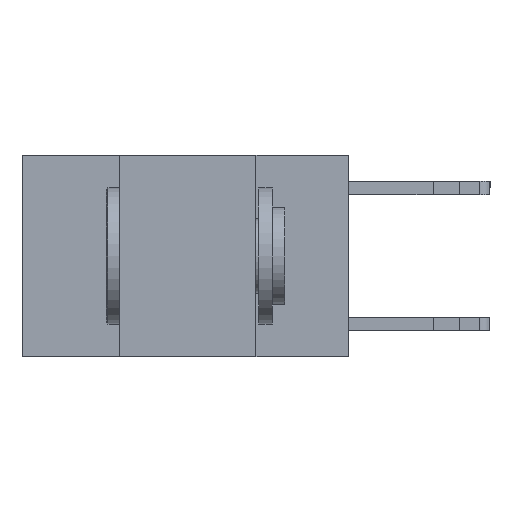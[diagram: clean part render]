
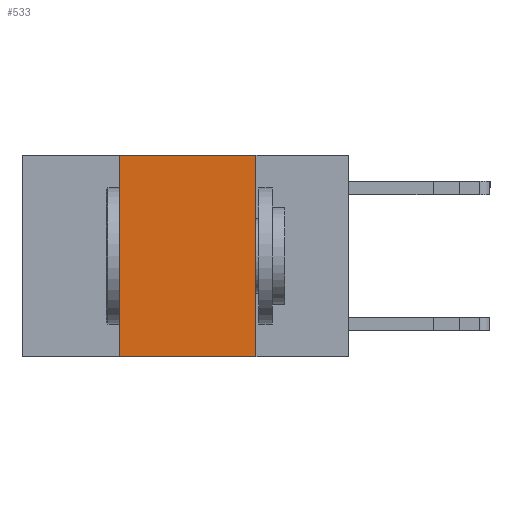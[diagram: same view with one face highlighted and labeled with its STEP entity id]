
A CAD part, left-side view. The second image highlights one B-rep face of the part: STEP entity #533.
In plain terms, the highlighted planar face has unit normal (-1, 0, 0).
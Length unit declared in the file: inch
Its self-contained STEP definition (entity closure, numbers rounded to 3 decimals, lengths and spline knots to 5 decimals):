
#533 = ADVANCED_FACE ( 'NONE', ( #2289 ), #11569, .F. ) ;
#1938 = CARTESIAN_POINT ( 'NONE',  ( 0., 0.6, 0. ) ) ;
#2118 = ORIENTED_EDGE ( 'NONE', *, *, #8463, .F. ) ;
#2289 = FACE_OUTER_BOUND ( 'NONE', #13943, .T. ) ;
#2413 = EDGE_CURVE ( 'NONE', #16454, #18516, #6107, .T. ) ;
#2723 = DIRECTION ( 'NONE',  ( 0., -1., 0. ) ) ;
#2770 = EDGE_CURVE ( 'NONE', #16454, #18371, #7083, .T. ) ;
#3334 = ORIENTED_EDGE ( 'NONE', *, *, #19824, .F. ) ;
#3414 = ORIENTED_EDGE ( 'NONE', *, *, #2770, .T. ) ;
#4147 = DIRECTION ( 'NONE',  ( 1., 0., 0. ) ) ;
#4438 = CARTESIAN_POINT ( 'NONE',  ( 0., 0.17, 0. ) ) ;
#5578 = VECTOR ( 'NONE', #5827, 39.37008 ) ;
#5827 = DIRECTION ( 'NONE',  ( 0., -1., 0. ) ) ;
#6006 = VECTOR ( 'NONE', #2723, 39.37008 ) ;
#6066 = CARTESIAN_POINT ( 'NONE',  ( 0., 0.6, -0.37 ) ) ;
#6107 = LINE ( 'NONE', #11447, #16665 ) ;
#6395 = LINE ( 'NONE', #4438, #18968 ) ;
#7083 = LINE ( 'NONE', #6066, #5578 ) ;
#8463 = EDGE_CURVE ( 'NONE', #13981, #18371, #6395, .T. ) ;
#9861 = DIRECTION ( 'NONE',  ( 0., 0., -1. ) ) ;
#10528 = CARTESIAN_POINT ( 'NONE',  ( 0., 0.42, -0.37 ) ) ;
#10794 = ORIENTED_EDGE ( 'NONE', *, *, #2413, .F. ) ;
#11447 = CARTESIAN_POINT ( 'NONE',  ( 0., 0.42, 0. ) ) ;
#11484 = CARTESIAN_POINT ( 'NONE',  ( 0., 0.42, 0. ) ) ;
#11569 = PLANE ( 'NONE',  #19447 ) ;
#12129 = LINE ( 'NONE', #15894, #6006 ) ;
#13943 = EDGE_LOOP ( 'NONE', ( #2118, #3334, #10794, #3414 ) ) ;
#13981 = VERTEX_POINT ( 'NONE', #14640 ) ;
#14640 = CARTESIAN_POINT ( 'NONE',  ( 0., 0.17, 0. ) ) ;
#15894 = CARTESIAN_POINT ( 'NONE',  ( 0., 0.6, 0. ) ) ;
#16454 = VERTEX_POINT ( 'NONE', #10528 ) ;
#16665 = VECTOR ( 'NONE', #21054, 39.37008 ) ;
#18368 = CARTESIAN_POINT ( 'NONE',  ( 0., 0.17, -0.37 ) ) ;
#18371 = VERTEX_POINT ( 'NONE', #18368 ) ;
#18516 = VERTEX_POINT ( 'NONE', #11484 ) ;
#18968 = VECTOR ( 'NONE', #9861, 39.37008 ) ;
#19197 = DIRECTION ( 'NONE',  ( 0., 0., -1. ) ) ;
#19447 = AXIS2_PLACEMENT_3D ( 'NONE', #1938, #4147, #19197 ) ;
#19824 = EDGE_CURVE ( 'NONE', #18516, #13981, #12129, .T. ) ;
#21054 = DIRECTION ( 'NONE',  ( 0., 0., 1. ) ) ;
